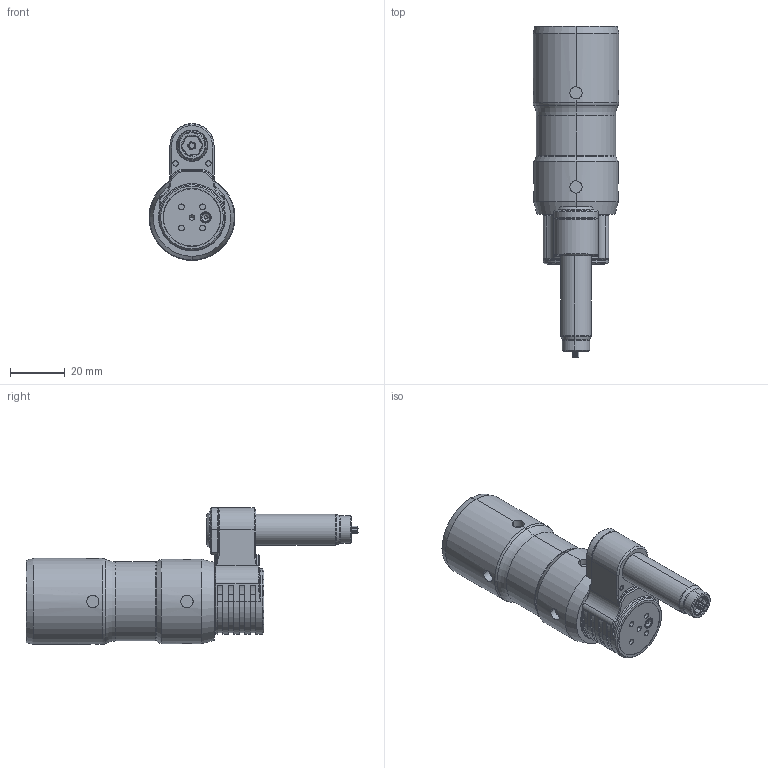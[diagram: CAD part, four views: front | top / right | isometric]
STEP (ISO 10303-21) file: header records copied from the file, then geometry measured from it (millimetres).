
FILE_DESCRIPTION((''),'2;1');
FILE_NAME('3513001877_SW0001','2023-09-23T17:22:35',('INEdipo'),(''),'CREO PARAMETRIC BY PTC INC, 2022414','CREO PARAMETRIC BY PTC INC, 2022414','');
FILE_SCHEMA(('AP242_MANAGED_MODEL_BASED_3D_ENGINEERING_MIM_LF { 1 0 10303 442 1 1 4 }'));
Length unit declared in the file: inch
Products named in the file (1): 3513001877_SW0001
Bounding box: 31.5 x 121.7 x 50.15 mm (x, y, z)
Volume: 67748.1 mm3; surface area: 13327.8 mm2
Topology: 1 solids, 1 shells, 520 faces, 1324 edges, 835 vertices
Faces by surface type: cylinder 206, plane 129, cone 101, torus 45, extrusion 39
Entity records: 22237 total; most frequent: CARTESIAN_POINT 5976, ORIENTED_EDGE 2648, DIRECTION 2618, EDGE_CURVE 1324, AXIS2_PLACEMENT_3D 1012, VERTEX_POINT 835, VECTOR 594, LINE 555
